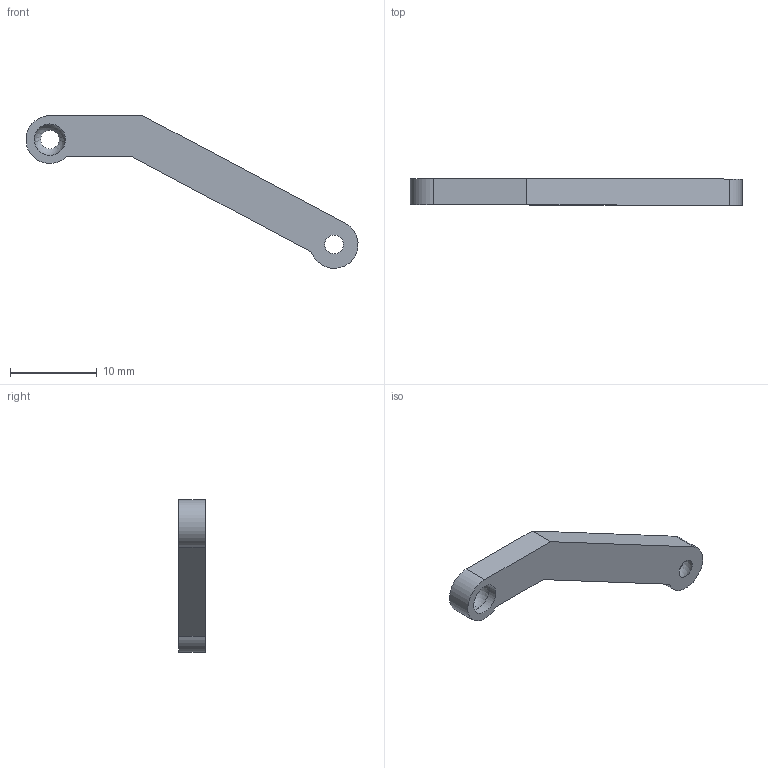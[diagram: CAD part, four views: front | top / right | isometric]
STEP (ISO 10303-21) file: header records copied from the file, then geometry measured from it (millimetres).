
FILE_DESCRIPTION(/* description */ (''),/* implementation_level */ '2;1');
FILE_NAME(/* name */ 'Tie-Rod-Right.step',/* time_stamp */ '2025-09-20T22:48:16+06:00',/* author */ (''),/* organization */ (''),/* preprocessor_version */ 'ST-DEVELOPER v20.1',/* originating_system */ 'Autodesk Translation Framework v14.17.0.0',/* authorisation */ '');
FILE_SCHEMA (('AUTOMOTIVE_DESIGN { 1 0 10303 214 3 1 1 }'));
Length unit declared in the file: millimetre
Products named in the file (3): Configuration 1; Steeriing; TieR (1)
Assembly tree (2 placements, depth 3):
  Configuration 1
    Steeriing
      TieR (1)
Bounding box: 38.16 x 3 x 17.55 mm (x, y, z)
Volume: 532 mm3; surface area: 701.6 mm2
Topology: 1 solids, 1 shells, 12 faces, 32 edges, 22 vertices
Faces by surface type: plane 6, cylinder 4, sphere 2
Full cylindrical faces by diameter (mm): 3.6 x2
Entity records: 473 total; most frequent: DIRECTION 74, CARTESIAN_POINT 67, ORIENTED_EDGE 56, AXIS2_PLACEMENT_3D 29, EDGE_CURVE 28, VERTEX_POINT 22, EDGE_LOOP 20, LINE 16
